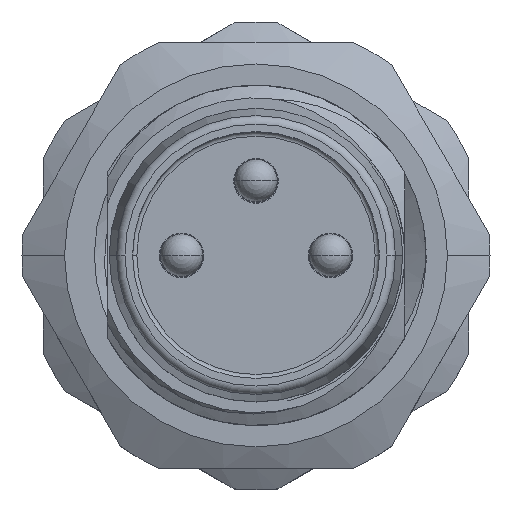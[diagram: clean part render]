
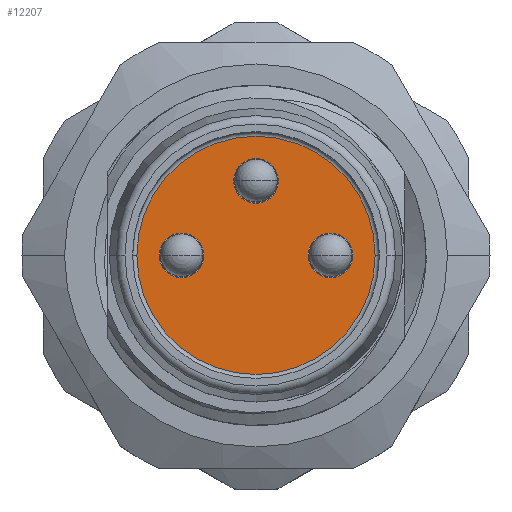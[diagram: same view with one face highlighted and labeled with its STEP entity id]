
A CAD part, top view. The second image highlights one B-rep face of the part: STEP entity #12207.
In plain terms, the highlighted planar face has unit normal (0, 0, 1).
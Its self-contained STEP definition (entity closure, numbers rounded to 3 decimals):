
#10819=CARTESIAN_POINT('',(1.75,0.,7.));
#10820=DIRECTION('',(0.,0.,1.));
#10821=DIRECTION('',(1.,0.,0.));
#10822=AXIS2_PLACEMENT_3D('',#10819,#10820,#10821);
#10824=CARTESIAN_POINT('',(1.75,0.,7.));
#10825=DIRECTION('',(0.,0.,1.));
#10826=DIRECTION('',(-1.,0.,0.));
#10827=AXIS2_PLACEMENT_3D('',#10824,#10825,#10826);
#10829=CARTESIAN_POINT('',(0.,1.75,7.));
#10830=DIRECTION('',(0.,0.,1.));
#10831=DIRECTION('',(1.,0.,0.));
#10832=AXIS2_PLACEMENT_3D('',#10829,#10830,#10831);
#10834=CARTESIAN_POINT('',(0.,1.75,7.));
#10835=DIRECTION('',(0.,0.,1.));
#10836=DIRECTION('',(-1.,0.,0.));
#10837=AXIS2_PLACEMENT_3D('',#10834,#10835,#10836);
#10839=CARTESIAN_POINT('',(-1.75,0.,7.));
#10840=DIRECTION('',(0.,0.,1.));
#10841=DIRECTION('',(1.,0.,0.));
#10842=AXIS2_PLACEMENT_3D('',#10839,#10840,#10841);
#10844=CARTESIAN_POINT('',(-1.75,0.,7.));
#10845=DIRECTION('',(0.,0.,1.));
#10846=DIRECTION('',(-1.,0.,0.));
#10847=AXIS2_PLACEMENT_3D('',#10844,#10845,#10846);
#10849=CARTESIAN_POINT('',(0.,0.,7.));
#10850=DIRECTION('',(0.,0.,-1.));
#10851=DIRECTION('',(-1.,0.,0.));
#10852=AXIS2_PLACEMENT_3D('',#10849,#10850,#10851);
#10854=CARTESIAN_POINT('',(0.,0.,7.));
#10855=DIRECTION('',(0.,0.,-1.));
#10856=DIRECTION('',(1.,0.,0.));
#10857=AXIS2_PLACEMENT_3D('',#10854,#10855,#10856);
#11646=CARTESIAN_POINT('',(2.275,0.,7.));
#11647=CARTESIAN_POINT('',(1.225,0.,7.));
#11648=VERTEX_POINT('',#11646);
#11649=VERTEX_POINT('',#11647);
#11650=CARTESIAN_POINT('',(0.525,1.75,7.));
#11651=CARTESIAN_POINT('',(-0.525,1.75,7.));
#11652=VERTEX_POINT('',#11650);
#11653=VERTEX_POINT('',#11651);
#11654=CARTESIAN_POINT('',(-1.225,0.,7.));
#11655=CARTESIAN_POINT('',(-2.275,0.,7.));
#11656=VERTEX_POINT('',#11654);
#11657=VERTEX_POINT('',#11655);
#11870=CARTESIAN_POINT('',(-2.8,0.,7.));
#11871=CARTESIAN_POINT('',(2.8,0.,7.));
#11872=VERTEX_POINT('',#11870);
#11873=VERTEX_POINT('',#11871);
#12180=CARTESIAN_POINT('',(0.,0.,7.));
#12181=DIRECTION('',(0.,0.,1.));
#12182=DIRECTION('',(1.,0.,0.));
#12183=AXIS2_PLACEMENT_3D('',#12180,#12181,#12182);
#12184=PLANE('',#12183);
#12186=ORIENTED_EDGE('',*,*,#12185,.T.);
#12188=ORIENTED_EDGE('',*,*,#12187,.T.);
#12189=EDGE_LOOP('',(#12186,#12188));
#12190=FACE_OUTER_BOUND('',#12189,.F.);
#12192=ORIENTED_EDGE('',*,*,#12191,.T.);
#12194=ORIENTED_EDGE('',*,*,#12193,.T.);
#12195=EDGE_LOOP('',(#12192,#12194));
#12196=FACE_BOUND('',#12195,.F.);
#12198=ORIENTED_EDGE('',*,*,#12197,.T.);
#12200=ORIENTED_EDGE('',*,*,#12199,.T.);
#12201=EDGE_LOOP('',(#12198,#12200));
#12202=FACE_BOUND('',#12201,.F.);
#12203=ORIENTED_EDGE('',*,*,#12160,.T.);
#12204=ORIENTED_EDGE('',*,*,#12174,.T.);
#12205=EDGE_LOOP('',(#12203,#12204));
#12206=FACE_BOUND('',#12205,.F.);
#10823=CIRCLE('',#10822,0.525);
#10828=CIRCLE('',#10827,0.525);
#10833=CIRCLE('',#10832,0.525);
#10838=CIRCLE('',#10837,0.525);
#10843=CIRCLE('',#10842,0.525);
#10848=CIRCLE('',#10847,0.525);
#10853=CIRCLE('',#10852,2.8);
#10858=CIRCLE('',#10857,2.8);
#12160=EDGE_CURVE('',#11648,#11649,#10823,.T.);
#12174=EDGE_CURVE('',#11649,#11648,#10828,.T.);
#12185=EDGE_CURVE('',#11872,#11873,#10853,.T.);
#12187=EDGE_CURVE('',#11873,#11872,#10858,.T.);
#12191=EDGE_CURVE('',#11652,#11653,#10833,.T.);
#12193=EDGE_CURVE('',#11653,#11652,#10838,.T.);
#12197=EDGE_CURVE('',#11656,#11657,#10843,.T.);
#12199=EDGE_CURVE('',#11657,#11656,#10848,.T.);
#12207=ADVANCED_FACE('',(#12190,#12196,#12202,#12206),#12184,.T.);
